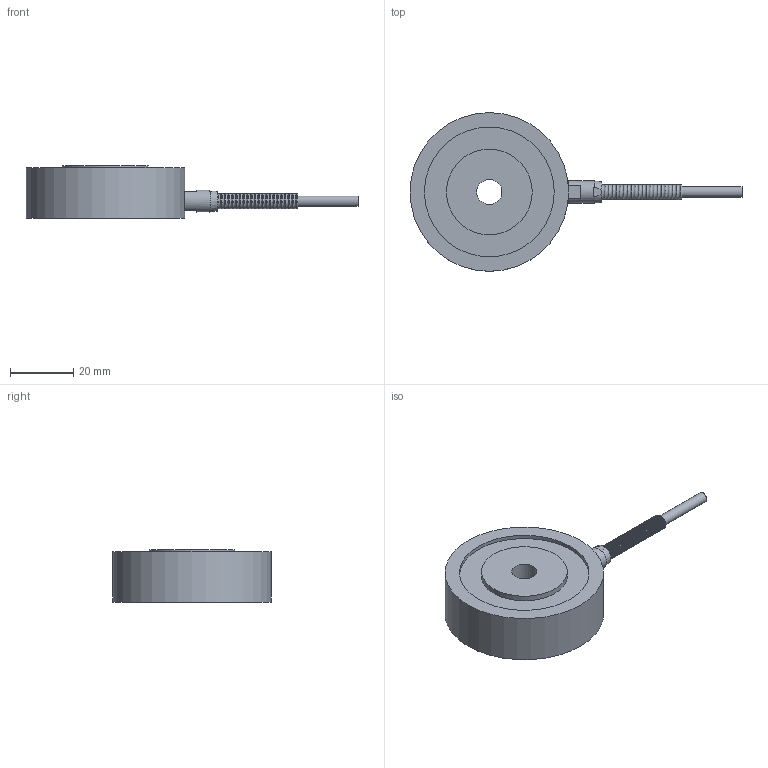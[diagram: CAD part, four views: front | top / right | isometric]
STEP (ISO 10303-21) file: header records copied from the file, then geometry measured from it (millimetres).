
FILE_DESCRIPTION((''),'2;1');
FILE_NAME('LTH400 5-16 ID.stp','2010-12-20T15:42:25',('thomasl'),(''),'Autodesk Inventor 2008','Autodesk Inventor 2008','');
FILE_SCHEMA(('AUTOMOTIVE_DESIGN { 1 0 10303 214 1 1 1 1 }'));
Length unit declared in the file: inch
Products named in the file (2): LTH400 5-16 ID; PART1
Assembly tree (1 placements, depth 2):
  LTH400 5-16 ID
    PART1
Bounding box: 105.24 x 50.29 x 16.51 mm (x, y, z)
Volume: 29727.4 mm3; surface area: 9017.5 mm2
Topology: 1 solids, 3 shells, 118 faces, 237 edges, 137 vertices
Faces by surface type: bspline 60, plane 29, cylinder 19, cone 6, torus 4
Full cylindrical faces by diameter (mm): 3.175 x1, 3.302 x2, 3.937 x1, 4.76 x1, 5.334 x1, 5.791 x1, 7.061 x1, 7.938 x1, 25.146 x1, 26.162 x1, 26.238 x1, 27.178 x1, 41.148 x1, 42.088 x1, 42.164 x1, 43.18 x1, 50.292 x1
Entity records: 7182 total; most frequent: CARTESIAN_POINT 5259, DIRECTION 366, ORIENTED_EDGE 288, EDGE_LOOP 216, AXIS2_PLACEMENT_3D 173, EDGE_CURVE 144, VERTEX_POINT 128, FACE_OUTER_BOUND 118
